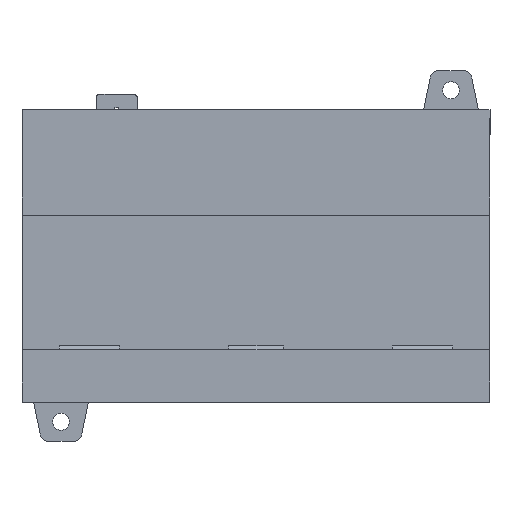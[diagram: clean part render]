
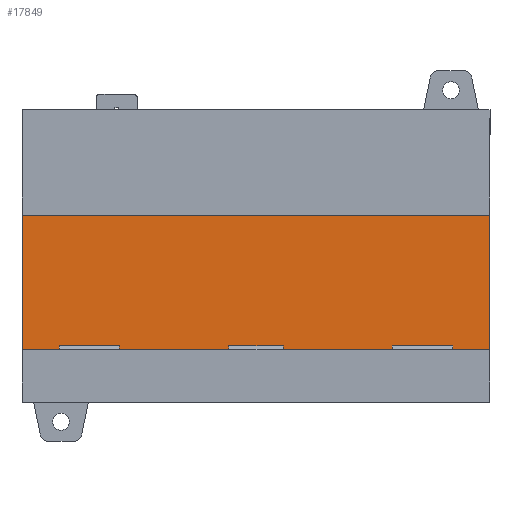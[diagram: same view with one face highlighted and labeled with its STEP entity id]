
A CAD part, front view. The second image highlights one B-rep face of the part: STEP entity #17849.
In plain terms, the highlighted planar face has unit normal (0, -1, 0).
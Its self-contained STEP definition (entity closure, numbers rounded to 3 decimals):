
#8726 = VERTEX_POINT ( 'NONE', #12585 ) ;
#8728 = EDGE_CURVE ( 'NONE', #8726, #8729, #12580, .T. ) ;
#8729 = VERTEX_POINT ( 'NONE', #12574 ) ;
#12574 = CARTESIAN_POINT ( 'NONE',  ( 96.832, -33.112, 34.332 ) ) ;
#12576 = DIRECTION ( 'NONE',  ( 0., 0., -1. ) ) ;
#12577 = VECTOR ( 'NONE', #12576, 1000. ) ;
#12579 = CARTESIAN_POINT ( 'NONE',  ( 96.832, -33.112, 59.332 ) ) ;
#12580 = LINE ( 'NONE', #12579, #12577 ) ;
#12585 = CARTESIAN_POINT ( 'NONE',  ( 96.832, -33.112, 69.832 ) ) ;
#13971 = VERTEX_POINT ( 'NONE', #33094 ) ;
#13973 = EDGE_CURVE ( 'NONE', #13974, #13971, #33093, .T. ) ;
#13974 = VERTEX_POINT ( 'NONE', #33146 ) ;
#17846 = EDGE_CURVE ( 'NONE', #13974, #8726, #41879, .T. ) ;
#17849 = ADVANCED_FACE ( 'NONE', ( #41872 ), #41953, .T. ) ;
#17853 = EDGE_LOOP ( 'NONE', ( #17855, #17859, #17861, #17864 ) ) ;
#17855 = ORIENTED_EDGE ( 'NONE', *, *, #17857, .T. ) ;
#17857 = EDGE_CURVE ( 'NONE', #13971, #8729, #41943, .T. ) ;
#17859 = ORIENTED_EDGE ( 'NONE', *, *, #8728, .F. ) ;
#17861 = ORIENTED_EDGE ( 'NONE', *, *, #17846, .F. ) ;
#17864 = ORIENTED_EDGE ( 'NONE', *, *, #13973, .T. ) ;
#33092 = CARTESIAN_POINT ( 'NONE',  ( -23.168, -33.112, 59.332 ) ) ;
#33093 = LINE ( 'NONE', #33092, #33148 ) ;
#33094 = CARTESIAN_POINT ( 'NONE',  ( -23.168, -33.112, 34.332 ) ) ;
#33146 = CARTESIAN_POINT ( 'NONE',  ( -23.168, -33.112, 69.832 ) ) ;
#33147 = DIRECTION ( 'NONE',  ( 0., 0., -1. ) ) ;
#33148 = VECTOR ( 'NONE', #33147, 1000. ) ;
#41872 = FACE_OUTER_BOUND ( 'NONE', #17853, .T. ) ;
#41874 = DIRECTION ( 'NONE',  ( 1., 0., 0. ) ) ;
#41875 = VECTOR ( 'NONE', #41874, 1000. ) ;
#41877 = CARTESIAN_POINT ( 'NONE',  ( -23.168, -33.112, 69.832 ) ) ;
#41879 = LINE ( 'NONE', #41877, #41875 ) ;
#41937 = DIRECTION ( 'NONE',  ( 1., 0., 0. ) ) ;
#41939 = VECTOR ( 'NONE', #41937, 1000. ) ;
#41941 = CARTESIAN_POINT ( 'NONE',  ( -23.168, -33.112, 34.332 ) ) ;
#41943 = LINE ( 'NONE', #41941, #41939 ) ;
#41945 = DIRECTION ( 'NONE',  ( -1., 0., 0. ) ) ;
#41946 = DIRECTION ( 'NONE',  ( 0., -1., 0. ) ) ;
#41947 = CARTESIAN_POINT ( 'NONE',  ( -23.168, -33.112, 59.332 ) ) ;
#41948 = AXIS2_PLACEMENT_3D ( 'NONE', #41947, #41946, #41945 ) ;
#41953 = PLANE ( 'NONE',  #41948 ) ;
